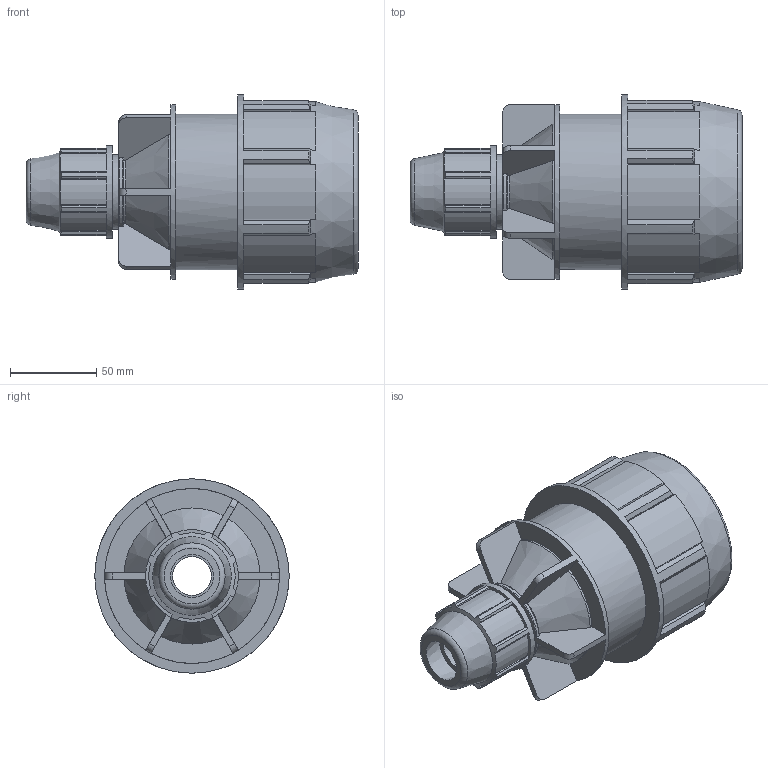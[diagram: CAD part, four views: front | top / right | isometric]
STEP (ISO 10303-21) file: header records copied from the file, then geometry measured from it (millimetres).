
FILE_DESCRIPTION(/* description */ ('PLASSON REDUCING COUPLER 63-25'),/* implementation_level */ '2;1');
FILE_NAME(/* name */ '071100063025_181100063025_0711060630250A.ipt.stp',/* time_stamp */ '2017-06-06T13:33:44+03:00',/* author */ ('KIM'),/* organization */ (''),/* preprocessor_version */ 'ST-DEVELOPER v15.6',/* originating_system */ 'Autodesk Inventor 2015',/* authorisation */ '');
FILE_SCHEMA (('AUTOMOTIVE_DESIGN { 1 0 10303 214 3 1 1 }'));
Length unit declared in the file: millimetre
Products named in the file (1): 071100063025_181100063025_0711060630250A
Bounding box: 193 x 113 x 113 mm (x, y, z)
Volume: 644145.9 mm3; surface area: 108158 mm2
Topology: 1 solids, 1 shells, 225 faces, 651 edges, 435 vertices
Faces by surface type: plane 143, cylinder 47, cone 21, torus 14
Full cylindrical faces by diameter (mm): 25 x1, 43.2 x1, 54 x1, 63 x1, 90.4 x1, 101.7 x1, 113 x1
Entity records: 7645 total; most frequent: CARTESIAN_POINT 1656, ORIENTED_EDGE 1254, DIRECTION 1158, EDGE_CURVE 627, VERTEX_POINT 427, AXIS2_PLACEMENT_3D 403, LINE 352, VECTOR 352
